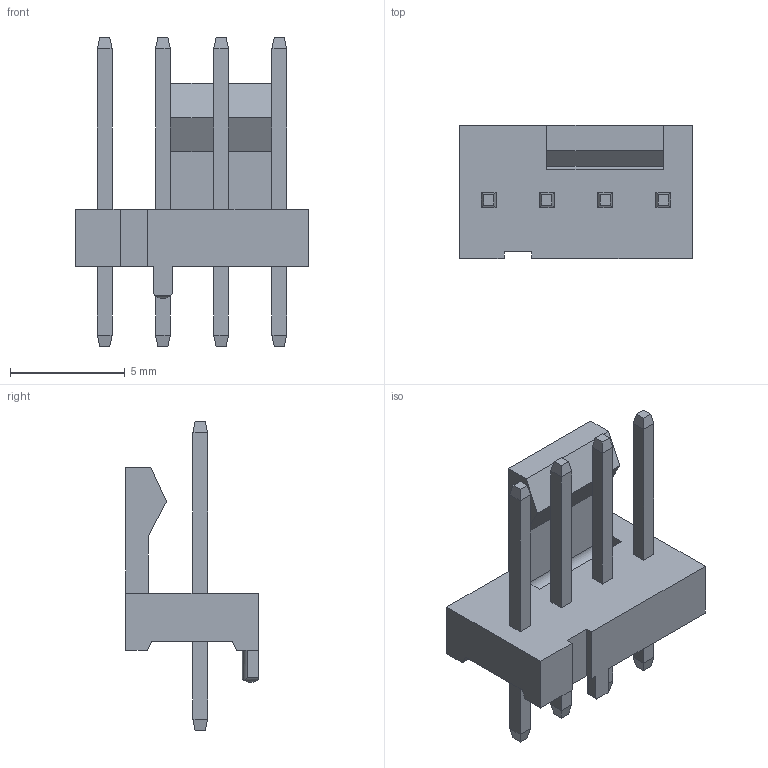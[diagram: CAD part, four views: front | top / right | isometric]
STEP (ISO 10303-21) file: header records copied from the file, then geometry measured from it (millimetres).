
FILE_DESCRIPTION (( 'STEP AP203' ), '1' );
FILE_NAME ('064-0400-000_1.step_Default_sldprt.STEP', '2020-11-13T20:10:22', ( '' ), ( '' ), 'SwSTEP 2.0', 'SolidWorks 2019', '' );
FILE_SCHEMA (( 'CONFIG_CONTROL_DESIGN' ));
Length unit declared in the file: inch
Products named in the file (1): 064-0400-000_1.step_Default_sldprt
Bounding box: 10.16 x 5.8 x 13.5 mm (x, y, z)
Volume: 181.3 mm3; surface area: 400.4 mm2
Topology: 1 solids, 1 shells, 120 faces, 279 edges, 169 vertices
Faces by surface type: plane 113, cylinder 7
Entity records: 3381 total; most frequent: CARTESIAN_POINT 609, ORIENTED_EDGE 558, DIRECTION 521, EDGE_CURVE 279, LINE 265, VECTOR 265, VERTEX_POINT 169, AXIS2_PLACEMENT_3D 128
